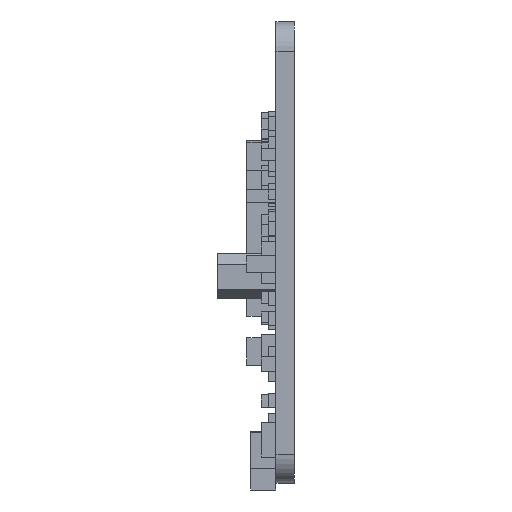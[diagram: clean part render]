
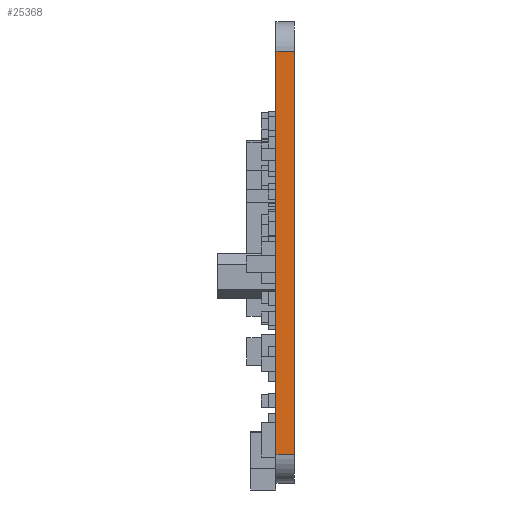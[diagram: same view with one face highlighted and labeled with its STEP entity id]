
A CAD part, left-side view. The second image highlights one B-rep face of the part: STEP entity #25368.
In plain terms, the highlighted planar face has unit normal (-1, 0, 0).
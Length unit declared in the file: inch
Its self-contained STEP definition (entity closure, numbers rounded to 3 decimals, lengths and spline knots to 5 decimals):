
#192=PLANE('',#26793);
#1511=FACE_OUTER_BOUND('',#2930,.T.);
#2930=EDGE_LOOP('',(#19872,#19873,#19874,#19875));
#4448=LINE('',#35032,#8085);
#6024=LINE('',#38067,#9661);
#6026=LINE('',#38071,#9663);
#6027=LINE('',#38072,#9664);
#8085=VECTOR('',#28397,1.38219);
#9661=VECTOR('',#30105,0.063);
#9663=VECTOR('',#30109,1.38219);
#9664=VECTOR('',#30110,0.063);
#11826=VERTEX_POINT('',#35029);
#11827=VERTEX_POINT('',#35031);
#13219=VERTEX_POINT('',#38064);
#13221=VERTEX_POINT('',#38070);
#14323=EDGE_CURVE('',#11826,#11827,#4448,.T.);
#15922=EDGE_CURVE('',#11826,#13219,#6024,.T.);
#15924=EDGE_CURVE('',#13219,#13221,#6026,.T.);
#15925=EDGE_CURVE('',#11827,#13221,#6027,.T.);
#19872=ORIENTED_EDGE('',*,*,#15924,.T.);
#19873=ORIENTED_EDGE('',*,*,#15925,.F.);
#19874=ORIENTED_EDGE('',*,*,#14323,.F.);
#19875=ORIENTED_EDGE('',*,*,#15922,.T.);
#25368=ADVANCED_FACE('',(#1511),#192,.F.);
#26793=AXIS2_PLACEMENT_3D('',#38069,#30107,#30108);
#28397=DIRECTION('',(0.,0.,1.));
#30105=DIRECTION('',(0.,-1.,0.));
#30107=DIRECTION('center_axis',(1.,0.,0.));
#30108=DIRECTION('ref_axis',(0.,0.,-1.));
#30109=DIRECTION('',(0.,0.,1.));
#30110=DIRECTION('',(0.,-1.,0.));
#35029=CARTESIAN_POINT('',(0.45825,0.063,-1.28247));
#35031=CARTESIAN_POINT('',(0.45825,0.063,0.09972));
#35032=CARTESIAN_POINT('',(0.45825,0.063,-1.28247));
#38064=CARTESIAN_POINT('',(0.45825,0.,-1.28247));
#38067=CARTESIAN_POINT('',(0.45825,0.063,-1.28247));
#38069=CARTESIAN_POINT('Origin',(0.45825,0.063,0.));
#38070=CARTESIAN_POINT('',(0.45825,0.,0.09972));
#38071=CARTESIAN_POINT('',(0.45825,0.,-1.28247));
#38072=CARTESIAN_POINT('',(0.45825,0.063,0.09972));
